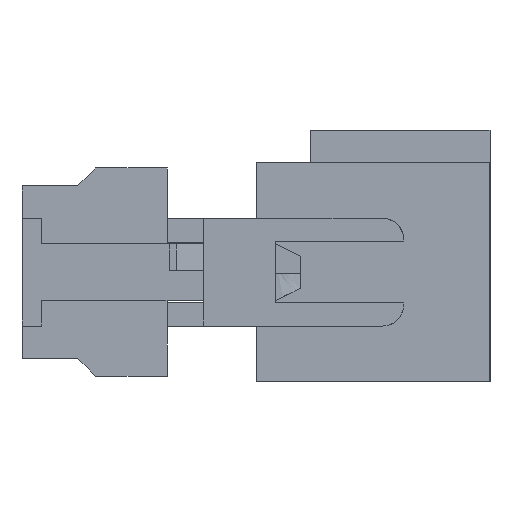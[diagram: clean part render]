
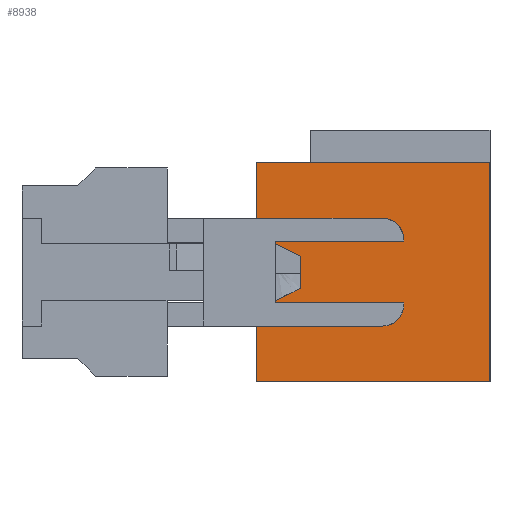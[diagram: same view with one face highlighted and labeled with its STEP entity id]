
A CAD part, left-side view. The second image highlights one B-rep face of the part: STEP entity #8938.
In plain terms, the highlighted planar face has unit normal (-1, 0, 0).
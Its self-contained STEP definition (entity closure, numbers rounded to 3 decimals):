
#9=DIRECTION('',(0.,-1.,0.));
#10=VECTOR('',#9,3.5);
#11=CARTESIAN_POINT('',(-13.45,0.,1.55));
#12=LINE('523',#11,#10);
#13=DIRECTION('',(0.,0.,1.));
#14=VECTOR('',#13,0.497);
#15=CARTESIAN_POINT('',(-13.45,-3.9,1.703));
#16=LINE('527',#15,#14);
#17=DIRECTION('',(0.,-1.,0.));
#18=VECTOR('',#17,0.52);
#19=CARTESIAN_POINT('',(-13.45,0.,3.88));
#20=LINE('12345',#19,#18);
#21=DIRECTION('',(0.,0.,-1.));
#22=VECTOR('',#21,0.02);
#23=CARTESIAN_POINT('',(-13.45,-0.52,3.9));
#24=LINE('12342',#23,#22);
#25=DIRECTION('',(0.,1.,0.));
#26=VECTOR('',#25,3.38);
#27=CARTESIAN_POINT('',(-13.45,-3.9,3.9));
#28=LINE('12341',#27,#26);
#29=DIRECTION('',(0.,0.,1.));
#30=VECTOR('',#29,0.497);
#31=CARTESIAN_POINT('',(-13.45,-3.9,3.9));
#32=LINE('12352',#31,#30);
#33=DIRECTION('',(0.,-1.,0.));
#34=VECTOR('',#33,6.5);
#35=CARTESIAN_POINT('',(-13.45,0.,6.1));
#36=LINE('415',#35,#34);
#37=DIRECTION('',(0.,1.,0.));
#38=VECTOR('',#37,6.5);
#39=CARTESIAN_POINT('',(-13.45,-6.5,0.));
#40=LINE('414',#39,#38);
#76=CARTESIAN_POINT('',(-13.45,-3.9,1.703));
#78=CARTESIAN_POINT('',(-13.45,-3.5,2.15));
#79=DIRECTION('',(1.,0.,0.));
#80=DIRECTION('',(0.,-0.667,-0.745));
#81=AXIS2_PLACEMENT_3D('',#78,#79,#80);
#121=CARTESIAN_POINT('',(-13.45,-3.5,3.95));
#122=DIRECTION('',(1.,0.,0.));
#123=DIRECTION('',(0.,0.,1.));
#124=AXIS2_PLACEMENT_3D('',#121,#122,#123);
#126=CARTESIAN_POINT('',(-13.45,-3.9,4.397));
#231=DIRECTION('',(0.,-1.,0.));
#232=VECTOR('',#231,3.9);
#233=CARTESIAN_POINT('',(-13.45,0.,2.2));
#234=LINE('12331',#233,#232);
#333=DIRECTION('',(0.,0.,-1.));
#334=VECTOR('',#333,1.55);
#335=CARTESIAN_POINT('',(-13.45,0.,6.1));
#336=LINE('365',#335,#334);
#345=DIRECTION('',(0.,0.,-1.));
#346=VECTOR('',#345,1.68);
#347=CARTESIAN_POINT('',(-13.45,0.,3.88));
#348=LINE('12305',#347,#346);
#357=DIRECTION('',(0.,0.,1.));
#358=VECTOR('',#357,1.55);
#359=CARTESIAN_POINT('',(-13.45,0.,0.));
#360=LINE('364',#359,#358);
#849=DIRECTION('',(0.,0.,1.));
#850=VECTOR('',#849,6.1);
#851=CARTESIAN_POINT('',(-13.45,-6.5,0.));
#852=LINE('108',#851,#850);
#1651=DIRECTION('',(0.,-1.,0.));
#1652=VECTOR('',#1651,3.5);
#1653=CARTESIAN_POINT('',(-13.45,0.,4.55));
#1654=LINE('524',#1653,#1652);
#6765=CARTESIAN_POINT('',(-13.45,-6.5,0.));
#6767=VERTEX_POINT('',#6765);
#6771=CARTESIAN_POINT('',(-13.45,-6.5,6.1));
#6772=VERTEX_POINT('',#6771);
#6814=CARTESIAN_POINT('',(-13.45,0.,0.));
#6816=VERTEX_POINT('',#6814);
#6845=CARTESIAN_POINT('',(-13.45,0.,1.55));
#6846=VERTEX_POINT('',#6845);
#6847=CARTESIAN_POINT('',(-13.45,0.,6.1));
#6848=CARTESIAN_POINT('',(-13.45,0.,4.55));
#6849=VERTEX_POINT('',#6847);
#6850=VERTEX_POINT('',#6848);
#6863=CARTESIAN_POINT('',(-13.45,-0.52,3.9));
#6864=VERTEX_POINT('',#6863);
#6871=CARTESIAN_POINT('',(-13.45,-3.5,4.55));
#6872=VERTEX_POINT('',#6871);
#6882=CARTESIAN_POINT('',(-13.45,-3.5,1.55));
#6884=VERTEX_POINT('',#6882);
#6887=VERTEX_POINT('',#126);
#6894=VERTEX_POINT('',#76);
#6901=CARTESIAN_POINT('',(-13.45,-3.9,2.2));
#6902=VERTEX_POINT('',#6901);
#8488=CARTESIAN_POINT('',(-13.45,0.,3.88));
#8489=CARTESIAN_POINT('',(-13.45,0.,2.2));
#8490=VERTEX_POINT('',#8488);
#8491=VERTEX_POINT('',#8489);
#8494=CARTESIAN_POINT('',(-13.45,-3.9,3.9));
#8495=VERTEX_POINT('',#8494);
#8496=CARTESIAN_POINT('',(-13.45,-0.52,3.88));
#8497=VERTEX_POINT('',#8496);
#8900=CARTESIAN_POINT('',(-13.45,-3.9,0.));
#8901=DIRECTION('',(-1.,0.,0.));
#8902=DIRECTION('',(0.,-1.,0.));
#8903=AXIS2_PLACEMENT_3D('',#8900,#8901,#8902);
#8904=PLANE('105',#8903);
#8906=ORIENTED_EDGE('523',*,*,#8905,.T.);
#8908=ORIENTED_EDGE('530',*,*,#8907,.F.);
#8910=ORIENTED_EDGE('527',*,*,#8909,.T.);
#8912=ORIENTED_EDGE('12331',*,*,#8911,.F.);
#8914=ORIENTED_EDGE('12305',*,*,#8913,.F.);
#8916=ORIENTED_EDGE('12345',*,*,#8915,.T.);
#8918=ORIENTED_EDGE('12342',*,*,#8917,.F.);
#8920=ORIENTED_EDGE('12341',*,*,#8919,.F.);
#8922=ORIENTED_EDGE('12352',*,*,#8921,.T.);
#8924=ORIENTED_EDGE('529',*,*,#8923,.F.);
#8926=ORIENTED_EDGE('524',*,*,#8925,.F.);
#8928=ORIENTED_EDGE('365',*,*,#8927,.F.);
#8930=ORIENTED_EDGE('415',*,*,#8929,.T.);
#8932=ORIENTED_EDGE('108',*,*,#8931,.F.);
#8933=ORIENTED_EDGE('414',*,*,#8889,.T.);
#8935=ORIENTED_EDGE('364',*,*,#8934,.T.);
#8936=EDGE_LOOP('105',(#8906,#8908,#8910,#8912,#8914,#8916,#8918,#8920,#8922,
#8924,#8926,#8928,#8930,#8932,#8933,#8935));
#8937=FACE_OUTER_BOUND('105',#8936,.F.);
#8938=ADVANCED_FACE('105',(#8937),#8904,.T.);
#82=CIRCLE('530',#81,0.6);
#125=CIRCLE('529',#124,0.6);
#8889=EDGE_CURVE('414',#6767,#6816,#40,.T.);
#8905=EDGE_CURVE('523',#6846,#6884,#12,.T.);
#8907=EDGE_CURVE('530',#6894,#6884,#82,.T.);
#8909=EDGE_CURVE('527',#6894,#6902,#16,.T.);
#8911=EDGE_CURVE('12331',#8491,#6902,#234,.T.);
#8913=EDGE_CURVE('12305',#8490,#8491,#348,.T.);
#8915=EDGE_CURVE('12345',#8490,#8497,#20,.T.);
#8917=EDGE_CURVE('12342',#6864,#8497,#24,.T.);
#8919=EDGE_CURVE('12341',#8495,#6864,#28,.T.);
#8921=EDGE_CURVE('12352',#8495,#6887,#32,.T.);
#8923=EDGE_CURVE('529',#6872,#6887,#125,.T.);
#8925=EDGE_CURVE('524',#6850,#6872,#1654,.T.);
#8927=EDGE_CURVE('365',#6849,#6850,#336,.T.);
#8929=EDGE_CURVE('415',#6849,#6772,#36,.T.);
#8931=EDGE_CURVE('108',#6767,#6772,#852,.T.);
#8934=EDGE_CURVE('364',#6816,#6846,#360,.T.);
